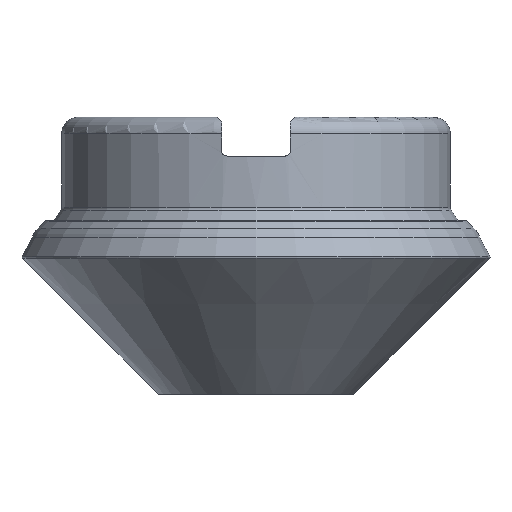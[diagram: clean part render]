
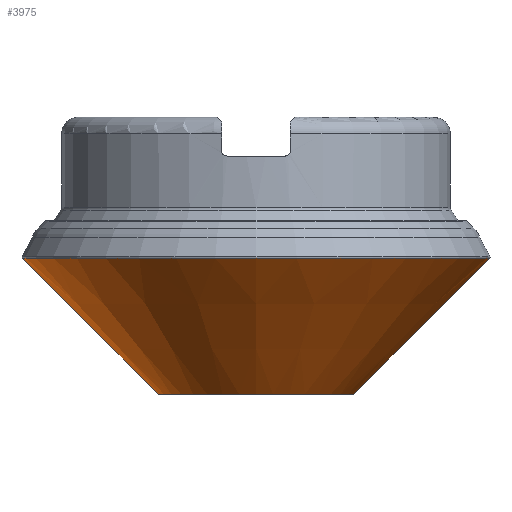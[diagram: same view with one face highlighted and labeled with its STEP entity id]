
A CAD part, left-side view. The second image highlights one B-rep face of the part: STEP entity #3975.
In plain terms, the highlighted conical face has half-angle 45 degrees and reference radius 29.836 mm.
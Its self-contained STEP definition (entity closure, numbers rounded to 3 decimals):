
#2911=CARTESIAN_POINT('',(0.,42.061,25.439));
#2947=CARTESIAN_POINT('',(0.,-42.061,25.439));
#2960=DIRECTION('',(0.,-0.707,0.707));
#2961=VECTOR('',#2960,34.578);
#2962=CARTESIAN_POINT('',(0.,42.061,25.439));
#2963=LINE('',#2962,#2961);
#2967=DIRECTION('',(0.,0.707,0.707));
#2968=VECTOR('',#2967,34.578);
#2969=CARTESIAN_POINT('',(0.,-42.061,25.439));
#2970=LINE('',#2969,#2968);
#2982=CARTESIAN_POINT('',(0.,0.,25.439));
#2983=DIRECTION('',(0.,0.,-1.));
#2984=DIRECTION('',(0.,1.,0.));
#2985=AXIS2_PLACEMENT_3D('',#2982,#2983,#2984);
#2990=CARTESIAN_POINT('',(0.,0.,49.89));
#2991=DIRECTION('',(0.,0.,-1.));
#2992=DIRECTION('',(0.,1.,0.));
#2993=AXIS2_PLACEMENT_3D('',#2990,#2991,#2992);
#3465=VERTEX_POINT('',#2911);
#3466=CARTESIAN_POINT('',(0.,17.61,49.89));
#3467=VERTEX_POINT('',#3466);
#3478=VERTEX_POINT('',#2947);
#3479=CARTESIAN_POINT('',(0.,-17.61,49.89));
#3480=VERTEX_POINT('',#3479);
#3963=CARTESIAN_POINT('',(0.,0.,37.664));
#3964=DIRECTION('',(0.,0.,-1.));
#3965=DIRECTION('',(0.,-1.,0.));
#3966=AXIS2_PLACEMENT_3D('',#3963,#3964,#3965);
#3967=CONICAL_SURFACE('',#3966,29.836,45.);
#3968=ORIENTED_EDGE('',*,*,#3953,.F.);
#3969=ORIENTED_EDGE('',*,*,#3898,.T.);
#3970=ORIENTED_EDGE('',*,*,#3957,.T.);
#3972=ORIENTED_EDGE('',*,*,#3971,.F.);
#3973=EDGE_LOOP('',(#3968,#3969,#3970,#3972));
#3974=FACE_OUTER_BOUND('',#3973,.F.);
#3975=ADVANCED_FACE('',(#3974),#3967,.T.);
#2986=CIRCLE('',#2985,42.061);
#2994=CIRCLE('',#2993,17.61);
#3898=EDGE_CURVE('',#3465,#3478,#2986,.T.);
#3953=EDGE_CURVE('',#3465,#3467,#2963,.T.);
#3957=EDGE_CURVE('',#3478,#3480,#2970,.T.);
#3971=EDGE_CURVE('',#3467,#3480,#2994,.T.);
